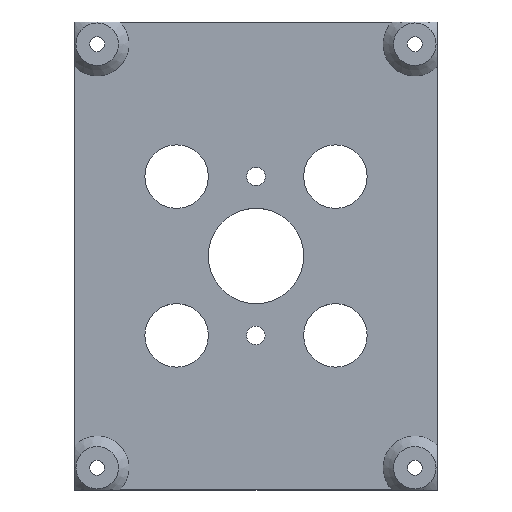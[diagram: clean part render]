
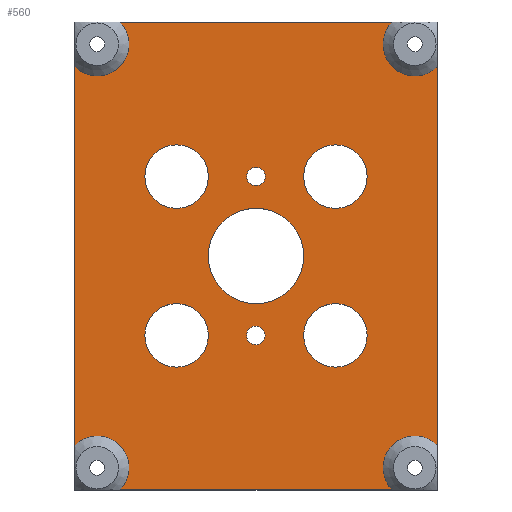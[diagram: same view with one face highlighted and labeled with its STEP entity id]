
A CAD part, top view. The second image highlights one B-rep face of the part: STEP entity #560.
In plain terms, the highlighted planar face has unit normal (0, 0, 1).
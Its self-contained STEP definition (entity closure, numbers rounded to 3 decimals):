
#18=FACE_BOUND('',#120,.T.);
#19=FACE_BOUND('',#121,.T.);
#20=FACE_BOUND('',#122,.T.);
#21=FACE_BOUND('',#123,.T.);
#22=FACE_BOUND('',#124,.T.);
#23=FACE_BOUND('',#125,.T.);
#24=FACE_BOUND('',#126,.T.);
#44=PLANE('',#637);
#87=FACE_OUTER_BOUND('',#119,.T.);
#119=EDGE_LOOP('',(#493,#494,#495,#496,#497,#498,#499,#500,#501,#502));
#120=EDGE_LOOP('',(#503));
#121=EDGE_LOOP('',(#504));
#122=EDGE_LOOP('',(#505));
#123=EDGE_LOOP('',(#506));
#124=EDGE_LOOP('',(#507));
#125=EDGE_LOOP('',(#508));
#126=EDGE_LOOP('',(#509));
#162=LINE('',#959,#193);
#165=LINE('',#964,#196);
#168=LINE('',#969,#199);
#171=LINE('',#973,#202);
#193=VECTOR('',#777,10.);
#196=VECTOR('',#782,10.);
#199=VECTOR('',#787,10.);
#202=VECTOR('',#792,10.);
#204=CIRCLE('',#579,6.);
#206=CIRCLE('',#581,6.);
#209=CIRCLE('',#586,6.);
#211=CIRCLE('',#590,6.);
#213=CIRCLE('',#592,6.);
#215=CIRCLE('',#596,6.);
#218=CIRCLE('',#601,6.);
#220=CIRCLE('',#604,1.75);
#222=CIRCLE('',#607,6.);
#224=CIRCLE('',#610,6.);
#226=CIRCLE('',#613,1.75);
#228=CIRCLE('',#616,6.);
#230=CIRCLE('',#619,9.);
#250=VERTEX_POINT('',#808);
#252=VERTEX_POINT('',#813);
#254=VERTEX_POINT('',#818);
#259=VERTEX_POINT('',#836);
#260=VERTEX_POINT('',#840);
#262=VERTEX_POINT('',#850);
#264=VERTEX_POINT('',#855);
#266=VERTEX_POINT('',#860);
#268=VERTEX_POINT('',#870);
#270=VERTEX_POINT('',#875);
#274=VERTEX_POINT('',#892);
#276=VERTEX_POINT('',#898);
#278=VERTEX_POINT('',#904);
#280=VERTEX_POINT('',#910);
#282=VERTEX_POINT('',#916);
#284=VERTEX_POINT('',#922);
#286=VERTEX_POINT('',#928);
#301=EDGE_CURVE('',#250,#252,#204,.T.);
#304=EDGE_CURVE('',#252,#254,#206,.T.);
#312=EDGE_CURVE('',#259,#260,#209,.T.);
#317=EDGE_CURVE('',#262,#264,#211,.T.);
#320=EDGE_CURVE('',#264,#266,#213,.T.);
#325=EDGE_CURVE('',#268,#270,#215,.T.);
#332=EDGE_CURVE('',#274,#274,#218,.T.);
#335=EDGE_CURVE('',#276,#276,#220,.T.);
#338=EDGE_CURVE('',#278,#278,#222,.T.);
#341=EDGE_CURVE('',#280,#280,#224,.T.);
#344=EDGE_CURVE('',#282,#282,#226,.T.);
#347=EDGE_CURVE('',#284,#284,#228,.T.);
#350=EDGE_CURVE('',#286,#286,#230,.T.);
#364=EDGE_CURVE('',#259,#254,#162,.T.);
#367=EDGE_CURVE('',#268,#260,#165,.T.);
#370=EDGE_CURVE('',#262,#270,#168,.T.);
#373=EDGE_CURVE('',#250,#266,#171,.T.);
#493=ORIENTED_EDGE('',*,*,#301,.F.);
#494=ORIENTED_EDGE('',*,*,#373,.T.);
#495=ORIENTED_EDGE('',*,*,#320,.F.);
#496=ORIENTED_EDGE('',*,*,#317,.F.);
#497=ORIENTED_EDGE('',*,*,#370,.T.);
#498=ORIENTED_EDGE('',*,*,#325,.F.);
#499=ORIENTED_EDGE('',*,*,#367,.T.);
#500=ORIENTED_EDGE('',*,*,#312,.F.);
#501=ORIENTED_EDGE('',*,*,#364,.T.);
#502=ORIENTED_EDGE('',*,*,#304,.F.);
#503=ORIENTED_EDGE('',*,*,#332,.T.);
#504=ORIENTED_EDGE('',*,*,#335,.T.);
#505=ORIENTED_EDGE('',*,*,#338,.T.);
#506=ORIENTED_EDGE('',*,*,#341,.T.);
#507=ORIENTED_EDGE('',*,*,#344,.T.);
#508=ORIENTED_EDGE('',*,*,#347,.T.);
#509=ORIENTED_EDGE('',*,*,#350,.T.);
#560=ADVANCED_FACE('',(#87,#18,#19,#20,#21,#22,#23,#24),#44,.T.);
#579=AXIS2_PLACEMENT_3D('',#814,#647,#648);
#581=AXIS2_PLACEMENT_3D('',#819,#652,#653);
#586=AXIS2_PLACEMENT_3D('',#841,#664,#665);
#590=AXIS2_PLACEMENT_3D('',#856,#673,#674);
#592=AXIS2_PLACEMENT_3D('',#861,#678,#679);
#596=AXIS2_PLACEMENT_3D('',#876,#687,#688);
#601=AXIS2_PLACEMENT_3D('',#893,#699,#700);
#604=AXIS2_PLACEMENT_3D('',#899,#706,#707);
#607=AXIS2_PLACEMENT_3D('',#905,#713,#714);
#610=AXIS2_PLACEMENT_3D('',#911,#720,#721);
#613=AXIS2_PLACEMENT_3D('',#917,#727,#728);
#616=AXIS2_PLACEMENT_3D('',#923,#734,#735);
#619=AXIS2_PLACEMENT_3D('',#929,#741,#742);
#637=AXIS2_PLACEMENT_3D('',#974,#793,#794);
#647=DIRECTION('center_axis',(0.,0.,1.));
#648=DIRECTION('ref_axis',(1.,0.,0.));
#652=DIRECTION('center_axis',(0.,0.,1.));
#653=DIRECTION('ref_axis',(1.,0.,0.));
#664=DIRECTION('center_axis',(0.,0.,1.));
#665=DIRECTION('ref_axis',(1.,0.,0.));
#673=DIRECTION('center_axis',(0.,0.,1.));
#674=DIRECTION('ref_axis',(1.,0.,0.));
#678=DIRECTION('center_axis',(0.,0.,1.));
#679=DIRECTION('ref_axis',(1.,0.,0.));
#687=DIRECTION('center_axis',(0.,0.,1.));
#688=DIRECTION('ref_axis',(1.,0.,0.));
#699=DIRECTION('center_axis',(0.,0.,-1.));
#700=DIRECTION('ref_axis',(-1.,0.,0.));
#706=DIRECTION('center_axis',(0.,0.,-1.));
#707=DIRECTION('ref_axis',(-1.,0.,0.));
#713=DIRECTION('center_axis',(0.,0.,-1.));
#714=DIRECTION('ref_axis',(-1.,0.,0.));
#720=DIRECTION('center_axis',(0.,0.,-1.));
#721=DIRECTION('ref_axis',(-1.,0.,0.));
#727=DIRECTION('center_axis',(0.,0.,-1.));
#728=DIRECTION('ref_axis',(-1.,0.,0.));
#734=DIRECTION('center_axis',(0.,0.,-1.));
#735=DIRECTION('ref_axis',(-1.,0.,0.));
#741=DIRECTION('center_axis',(0.,0.,-1.));
#742=DIRECTION('ref_axis',(-1.,0.,0.));
#777=DIRECTION('',(1.,0.,0.));
#782=DIRECTION('',(0.,-1.,0.));
#787=DIRECTION('',(-1.,0.,0.));
#792=DIRECTION('',(0.,1.,0.));
#793=DIRECTION('center_axis',(0.,0.,1.));
#794=DIRECTION('ref_axis',(1.,0.,0.));
#808=CARTESIAN_POINT('',(34.192,-35.707,3.));
#813=CARTESIAN_POINT('',(24.,-40.,3.));
#814=CARTESIAN_POINT('Origin',(30.,-40.,3.));
#818=CARTESIAN_POINT('',(25.707,-44.192,3.));
#819=CARTESIAN_POINT('Origin',(30.,-40.,3.));
#836=CARTESIAN_POINT('',(-25.707,-44.192,3.));
#840=CARTESIAN_POINT('',(-34.192,-35.707,3.));
#841=CARTESIAN_POINT('Origin',(-30.,-40.,3.));
#850=CARTESIAN_POINT('',(25.707,44.192,3.));
#855=CARTESIAN_POINT('',(24.,40.,3.));
#856=CARTESIAN_POINT('Origin',(30.,40.,3.));
#860=CARTESIAN_POINT('',(34.192,35.707,3.));
#861=CARTESIAN_POINT('Origin',(30.,40.,3.));
#870=CARTESIAN_POINT('',(-34.192,35.707,3.));
#875=CARTESIAN_POINT('',(-25.707,44.192,3.));
#876=CARTESIAN_POINT('Origin',(-30.,40.,3.));
#892=CARTESIAN_POINT('',(21.,15.,3.));
#893=CARTESIAN_POINT('Origin',(15.,15.,3.));
#898=CARTESIAN_POINT('',(1.75,15.,3.));
#899=CARTESIAN_POINT('Origin',(0.,15.,3.));
#904=CARTESIAN_POINT('',(-9.,15.,3.));
#905=CARTESIAN_POINT('Origin',(-15.,15.,3.));
#910=CARTESIAN_POINT('',(21.,-15.,3.));
#911=CARTESIAN_POINT('Origin',(15.,-15.,3.));
#916=CARTESIAN_POINT('',(1.707,-15.,3.));
#917=CARTESIAN_POINT('Origin',(-0.043,-15.,3.));
#922=CARTESIAN_POINT('',(-9.,-15.,3.));
#923=CARTESIAN_POINT('Origin',(-15.,-15.,3.));
#928=CARTESIAN_POINT('',(9.,0.,3.));
#929=CARTESIAN_POINT('Origin',(0.,0.,3.));
#959=CARTESIAN_POINT('',(34.192,-44.192,3.));
#964=CARTESIAN_POINT('',(-34.192,-44.192,3.));
#969=CARTESIAN_POINT('',(-34.192,44.192,3.));
#973=CARTESIAN_POINT('',(34.192,44.192,3.));
#974=CARTESIAN_POINT('Origin',(0.,0.,
3.));
